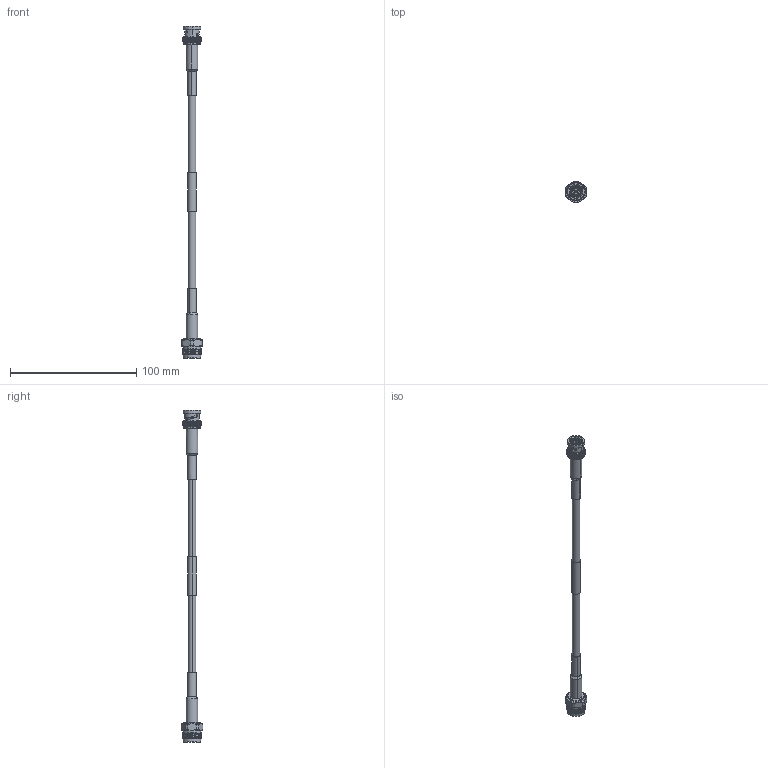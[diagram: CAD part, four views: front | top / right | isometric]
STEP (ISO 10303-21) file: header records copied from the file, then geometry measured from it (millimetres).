
FILE_DESCRIPTION (( 'STEP AP214' ), '1' );
FILE_NAME ('LCCA30283.step', '2020-03-19T19:12:16', ( '' ), ( '' ), 'SwSTEP 2.0', 'SolidWorks 2018', '' );
FILE_SCHEMA (( 'AUTOMOTIVE_DESIGN' ));
Length unit declared in the file: inch
Products named in the file (5): Copy of Coax Cable^LCCA30283_LMR-240; Copy of TC-240-BM-X^LCCA30283_Heat Shrink; LCCA30283; Copy of TC-240-TM-X^LCCA30283_HeatShrink; Label^LCCA30283
Assembly tree (4 placements, depth 2):
  LCCA30283
    Copy of Coax Cable^LCCA30283_LMR-240
    Copy of TC-240-BM-X^LCCA30283_Heat Shrink
    Copy of TC-240-TM-X^LCCA30283_HeatShrink
    Label^LCCA30283
Bounding box: 15.88 x 17.39 x 262.85 mm (x, y, z)
Volume: 13261.3 mm3; surface area: 9900.8 mm2
Topology: 5 solids, 5 shells, 1647 faces, 3787 edges, 2170 vertices
Faces by surface type: bspline 821, cylinder 436, plane 208, cone 178, torus 4
Entity records: 55933 total; most frequent: CARTESIAN_POINT 28307, ORIENTED_EDGE 7574, EDGE_CURVE 3787, DIRECTION 3484, VERTEX_POINT 2170, EDGE_LOOP 1673, ADVANCED_FACE 1647, FACE_OUTER_BOUND 1647
